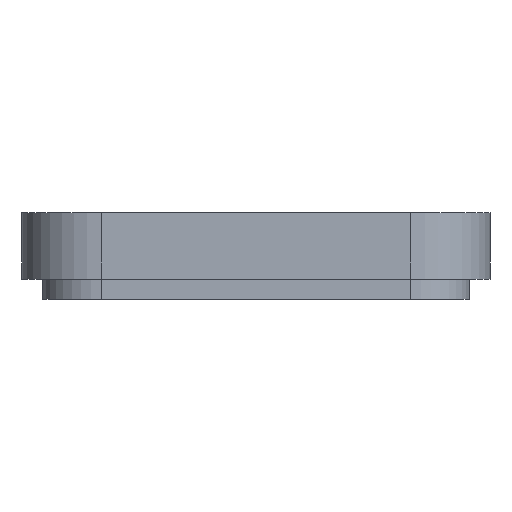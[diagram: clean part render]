
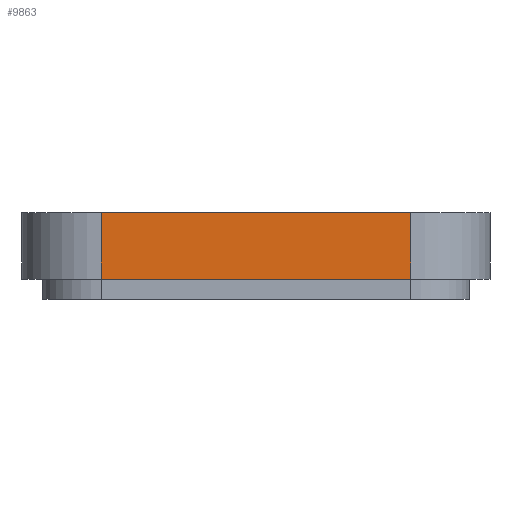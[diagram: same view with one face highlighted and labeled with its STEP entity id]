
A CAD part, left-side view. The second image highlights one B-rep face of the part: STEP entity #9863.
In plain terms, the highlighted planar face has unit normal (-1, 0, 0).
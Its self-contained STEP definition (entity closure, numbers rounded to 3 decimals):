
#263=PLANE('',#10077);
#784=FACE_OUTER_BOUND('',#1358,.T.);
#1358=EDGE_LOOP('',(#8896,#8897,#8898,#8899));
#2024=LINE('',#20002,#2764);
#2089=LINE('',#20191,#2829);
#2090=LINE('',#20194,#2830);
#2091=LINE('',#20195,#2831);
#2764=VECTOR('',#10990,10.);
#2829=VECTOR('',#11181,10.);
#2830=VECTOR('',#11184,10.);
#2831=VECTOR('',#11185,10.);
#4466=VERTEX_POINT('',#20000);
#4467=VERTEX_POINT('',#20001);
#4528=VERTEX_POINT('',#20189);
#4529=VERTEX_POINT('',#20193);
#5904=EDGE_CURVE('',#4466,#4467,#2024,.T.);
#5992=EDGE_CURVE('',#4528,#4467,#2089,.T.);
#5993=EDGE_CURVE('',#4529,#4528,#2090,.T.);
#5994=EDGE_CURVE('',#4529,#4466,#2091,.T.);
#8896=ORIENTED_EDGE('',*,*,#5993,.T.);
#8897=ORIENTED_EDGE('',*,*,#5992,.T.);
#8898=ORIENTED_EDGE('',*,*,#5904,.F.);
#8899=ORIENTED_EDGE('',*,*,#5994,.F.);
#9863=ADVANCED_FACE('',(#784),#263,.T.);
#10077=AXIS2_PLACEMENT_3D('',#20192,#11182,#11183);
#10990=DIRECTION('',(0.,-1.,0.));
#11181=DIRECTION('',(0.,0.,1.));
#11182=DIRECTION('center_axis',(-1.,0.,0.));
#11183=DIRECTION('ref_axis',(0.,-1.,0.));
#11184=DIRECTION('',(0.,-1.,0.));
#11185=DIRECTION('',(0.,0.,1.));
#20000=CARTESIAN_POINT('',(-3.,-4.794,8.56));
#20001=CARTESIAN_POINT('',(-3.,-35.274,8.56));
#20002=CARTESIAN_POINT('',(-3.,-4.794,8.56));
#20189=CARTESIAN_POINT('',(-3.,-35.274,2.));
#20191=CARTESIAN_POINT('',(-3.,-35.274,2.));
#20192=CARTESIAN_POINT('Origin',(-3.,-4.794,2.));
#20193=CARTESIAN_POINT('',(-3.,-4.794,2.));
#20194=CARTESIAN_POINT('',(-3.,-4.794,2.));
#20195=CARTESIAN_POINT('',(-3.,-4.794,2.));
